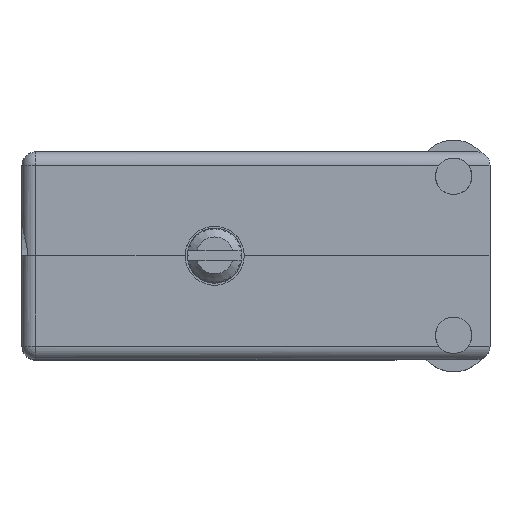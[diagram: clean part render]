
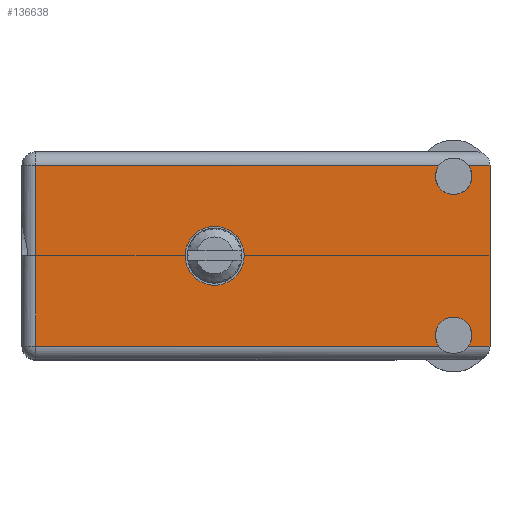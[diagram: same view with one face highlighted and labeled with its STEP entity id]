
A CAD part, top view. The second image highlights one B-rep face of the part: STEP entity #136638.
In plain terms, the highlighted face is planar.
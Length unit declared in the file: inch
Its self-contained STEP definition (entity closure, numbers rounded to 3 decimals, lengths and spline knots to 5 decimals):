
#1440 = CARTESIAN_POINT ( 'NONE',  ( 0.9465, 0.806, 0.3105 ) ) ;
#3871 = EDGE_CURVE ( 'NONE', #104030, #30119, #154245, .T. ) ;
#4036 = CARTESIAN_POINT ( 'NONE',  ( 0.9465, 0.806, 0.3575 ) ) ;
#4656 = DIRECTION ( 'NONE',  ( 0., 0., 1. ) ) ;
#5860 = AXIS2_PLACEMENT_3D ( 'NONE', #151645, #79835, #93062 ) ;
#6447 = CARTESIAN_POINT ( 'NONE',  ( 0.8215, 0.806, 0.2735 ) ) ;
#7088 = VERTEX_POINT ( 'NONE', #12206 ) ;
#12206 = CARTESIAN_POINT ( 'NONE',  ( 0.77113, 0.806, -0.3105 ) ) ;
#17820 = CARTESIAN_POINT ( 'NONE',  ( -0.6155, 0.806, -0.3575 ) ) ;
#19622 = DIRECTION ( 'NONE',  ( -1., 0., 0. ) ) ;
#22103 = AXIS2_PLACEMENT_3D ( 'NONE', #6447, #106706, #94106 ) ;
#23156 = DIRECTION ( 'NONE',  ( 0., 1., 0. ) ) ;
#23252 = CIRCLE ( 'NONE', #5860, 0.1015 ) ;
#23522 = CARTESIAN_POINT ( 'NONE',  ( 0.8215, 0.806, -0.211 ) ) ;
#24712 = EDGE_CURVE ( 'NONE', #111197, #170933, #86944, .T. ) ;
#27869 = LINE ( 'NONE', #4036, #176713 ) ;
#30119 = VERTEX_POINT ( 'NONE', #155320 ) ;
#32921 = EDGE_CURVE ( 'NONE', #131922, #30119, #137447, .T. ) ;
#34945 = ORIENTED_EDGE ( 'NONE', *, *, #164169, .F. ) ;
#37024 = PLANE ( 'NONE',  #153431 ) ;
#42198 = CARTESIAN_POINT ( 'NONE',  ( 0., 0.806, -0.1015 ) ) ;
#44224 = VECTOR ( 'NONE', #145240, 39.37008 ) ;
#46454 = AXIS2_PLACEMENT_3D ( 'NONE', #63219, #164087, #77756 ) ;
#50937 = DIRECTION ( 'NONE',  ( 1., 0., 0. ) ) ;
#51776 = ORIENTED_EDGE ( 'NONE', *, *, #117212, .F. ) ;
#55764 = ORIENTED_EDGE ( 'NONE', *, *, #3871, .T. ) ;
#57119 = ORIENTED_EDGE ( 'NONE', *, *, #106452, .F. ) ;
#58358 = DIRECTION ( 'NONE',  ( 0., 0., 1. ) ) ;
#58779 = AXIS2_PLACEMENT_3D ( 'NONE', #114538, #72854, #58358 ) ;
#60635 = ORIENTED_EDGE ( 'NONE', *, *, #145433, .F. ) ;
#61266 = VERTEX_POINT ( 'NONE', #172554 ) ;
#62554 = VERTEX_POINT ( 'NONE', #42198 ) ;
#63219 = CARTESIAN_POINT ( 'NONE',  ( 0., 0.806, 0. ) ) ;
#65334 = VERTEX_POINT ( 'NONE', #84000 ) ;
#65821 = ORIENTED_EDGE ( 'NONE', *, *, #138786, .F. ) ;
#67009 = VERTEX_POINT ( 'NONE', #149047 ) ;
#70780 = ORIENTED_EDGE ( 'NONE', *, *, #84671, .F. ) ;
#72854 = DIRECTION ( 'NONE',  ( 0., 1., 0. ) ) ;
#77756 = DIRECTION ( 'NONE',  ( 0., 0., 1. ) ) ;
#79835 = DIRECTION ( 'NONE',  ( 0., 1., 0. ) ) ;
#82432 = VECTOR ( 'NONE', #155863, 39.37008 ) ;
#84000 = CARTESIAN_POINT ( 'NONE',  ( 0., 0.806, 0.1015 ) ) ;
#84671 = EDGE_CURVE ( 'NONE', #65334, #62554, #162114, .T. ) ;
#86944 = LINE ( 'NONE', #126880, #82432 ) ;
#88361 = VECTOR ( 'NONE', #19622, 39.37008 ) ;
#90900 = CARTESIAN_POINT ( 'NONE',  ( -0.6625, 0.806, -0.3105 ) ) ;
#91560 = CIRCLE ( 'NONE', #133514, 0.0625 ) ;
#93062 = DIRECTION ( 'NONE',  ( 0., 0., 1. ) ) ;
#94106 = DIRECTION ( 'NONE',  ( 0., 0., 1. ) ) ;
#99150 = DIRECTION ( 'NONE',  ( 0., 1., 0. ) ) ;
#101978 = ORIENTED_EDGE ( 'NONE', *, *, #151364, .T. ) ;
#104030 = VERTEX_POINT ( 'NONE', #187258 ) ;
#105841 = VECTOR ( 'NONE', #50937, 39.37008 ) ;
#106024 = VERTEX_POINT ( 'NONE', #139101 ) ;
#106103 = DIRECTION ( 'NONE',  ( 0., 1., 0. ) ) ;
#106452 = EDGE_CURVE ( 'NONE', #7088, #131922, #91560, .T. ) ;
#106706 = DIRECTION ( 'NONE',  ( 0., 1., 0. ) ) ;
#107683 = CARTESIAN_POINT ( 'NONE',  ( 0.9465, 0.806, 0.3105 ) ) ;
#111197 = VERTEX_POINT ( 'NONE', #119299 ) ;
#113057 = DIRECTION ( 'NONE',  ( 0., 0., 1. ) ) ;
#113217 = CIRCLE ( 'NONE', #58779, 0.0625 ) ;
#114538 = CARTESIAN_POINT ( 'NONE',  ( 0.8215, 0.806, 0.2735 ) ) ;
#117212 = EDGE_CURVE ( 'NONE', #111197, #124756, #113217, .T. ) ;
#117709 = EDGE_CURVE ( 'NONE', #7088, #67009, #183160, .T. ) ;
#119299 = CARTESIAN_POINT ( 'NONE',  ( 0.87187, 0.806, 0.3105 ) ) ;
#121116 = AXIS2_PLACEMENT_3D ( 'NONE', #185500, #99150, #113057 ) ;
#121263 = DIRECTION ( 'NONE',  ( 0., 0., 1. ) ) ;
#121482 = ORIENTED_EDGE ( 'NONE', *, *, #32921, .F. ) ;
#124756 = VERTEX_POINT ( 'NONE', #169142 ) ;
#126880 = CARTESIAN_POINT ( 'NONE',  ( 0.9465, 0.806, 0.3105 ) ) ;
#127163 = VECTOR ( 'NONE', #143682, 39.37008 ) ;
#128009 = CARTESIAN_POINT ( 'NONE',  ( -0.6625, 0.806, -0.3105 ) ) ;
#131922 = VERTEX_POINT ( 'NONE', #23522 ) ;
#133514 = AXIS2_PLACEMENT_3D ( 'NONE', #163432, #106103, #121263 ) ;
#136638 = ADVANCED_FACE ( 'NONE', ( #176501, #171989 ), #37024, .T. ) ;
#137447 = CIRCLE ( 'NONE', #121116, 0.0625 ) ;
#137813 = CIRCLE ( 'NONE', #22103, 0.0625 ) ;
#138786 = EDGE_CURVE ( 'NONE', #124756, #106024, #137813, .T. ) ;
#139101 = CARTESIAN_POINT ( 'NONE',  ( 0.77113, 0.806, 0.3105 ) ) ;
#139138 = CARTESIAN_POINT ( 'NONE',  ( -0.6625, 0.806, -0.3575 ) ) ;
#143682 = DIRECTION ( 'NONE',  ( -1., 0., 0. ) ) ;
#144593 = EDGE_LOOP ( 'NONE', ( #101978, #65821, #51776, #150310, #60635, #55764, #121482, #57119, #150859, #180600 ) ) ;
#145240 = DIRECTION ( 'NONE',  ( 0., 0., 1. ) ) ;
#145433 = EDGE_CURVE ( 'NONE', #104030, #170933, #27869, .T. ) ;
#149047 = CARTESIAN_POINT ( 'NONE',  ( -0.6155, 0.806, -0.3105 ) ) ;
#150310 = ORIENTED_EDGE ( 'NONE', *, *, #24712, .T. ) ;
#150859 = ORIENTED_EDGE ( 'NONE', *, *, #117709, .T. ) ;
#151364 = EDGE_CURVE ( 'NONE', #61266, #106024, #182615, .T. ) ;
#151645 = CARTESIAN_POINT ( 'NONE',  ( 0., 0.806, 0. ) ) ;
#151722 = DIRECTION ( 'NONE',  ( -1., 0., 0. ) ) ;
#153431 = AXIS2_PLACEMENT_3D ( 'NONE', #139138, #23156, #151722 ) ;
#154245 = LINE ( 'NONE', #128009, #127163 ) ;
#155320 = CARTESIAN_POINT ( 'NONE',  ( 0.87187, 0.806, -0.3105 ) ) ;
#155863 = DIRECTION ( 'NONE',  ( 1., 0., 0. ) ) ;
#162114 = CIRCLE ( 'NONE', #46454, 0.1015 ) ;
#163432 = CARTESIAN_POINT ( 'NONE',  ( 0.8215, 0.806, -0.2735 ) ) ;
#164087 = DIRECTION ( 'NONE',  ( 0., 1., 0. ) ) ;
#164169 = EDGE_CURVE ( 'NONE', #62554, #65334, #23252, .T. ) ;
#169142 = CARTESIAN_POINT ( 'NONE',  ( 0.8215, 0.806, 0.211 ) ) ;
#170933 = VERTEX_POINT ( 'NONE', #1440 ) ;
#170969 = EDGE_LOOP ( 'NONE', ( #70780, #34945 ) ) ;
#171989 = FACE_OUTER_BOUND ( 'NONE', #144593, .T. ) ;
#172554 = CARTESIAN_POINT ( 'NONE',  ( -0.6155, 0.806, 0.3105 ) ) ;
#176501 = FACE_BOUND ( 'NONE', #170969, .T. ) ;
#176713 = VECTOR ( 'NONE', #4656, 39.37008 ) ;
#180600 = ORIENTED_EDGE ( 'NONE', *, *, #181581, .T. ) ;
#181581 = EDGE_CURVE ( 'NONE', #67009, #61266, #181846, .T. ) ;
#181846 = LINE ( 'NONE', #17820, #44224 ) ;
#182615 = LINE ( 'NONE', #107683, #105841 ) ;
#183160 = LINE ( 'NONE', #90900, #88361 ) ;
#185500 = CARTESIAN_POINT ( 'NONE',  ( 0.8215, 0.806, -0.2735 ) ) ;
#187258 = CARTESIAN_POINT ( 'NONE',  ( 0.9465, 0.806, -0.3105 ) ) ;
